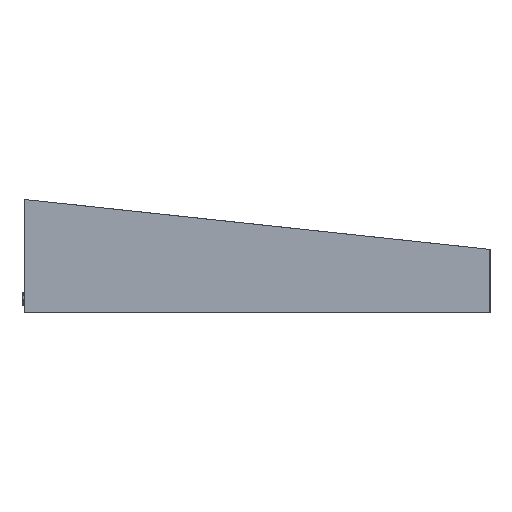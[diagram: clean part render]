
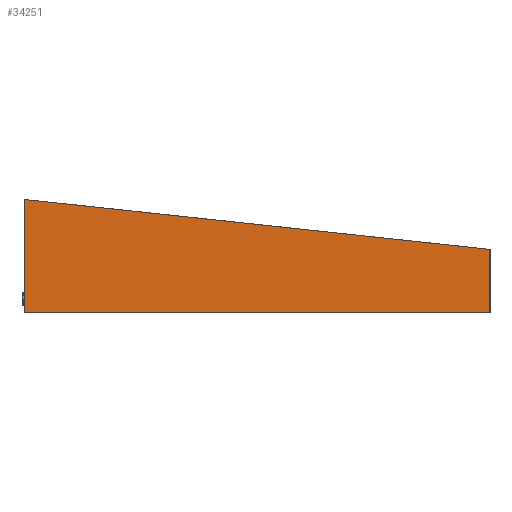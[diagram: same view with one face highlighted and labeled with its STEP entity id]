
A CAD part, left-side view. The second image highlights one B-rep face of the part: STEP entity #34251.
In plain terms, the highlighted planar face has unit normal (-1, 0, 0).
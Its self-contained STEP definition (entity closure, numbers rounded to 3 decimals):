
#1441=PLANE('',#35476);
#3155=FACE_OUTER_BOUND('',#5040,.T.);
#5040=EDGE_LOOP('',(#31358,#31359,#31360,#31361));
#6144=LINE('',#51510,#9422);
#7211=LINE('',#56325,#10489);
#8379=LINE('',#64760,#11657);
#8383=LINE('',#64767,#11661);
#9422=VECTOR('',#37143,10.);
#10489=VECTOR('',#38702,10.);
#11657=VECTOR('',#41144,10.);
#11661=VECTOR('',#41150,10.);
#14407=VERTEX_POINT('',#51507);
#14408=VERTEX_POINT('',#51509);
#15295=VERTEX_POINT('',#56322);
#15296=VERTEX_POINT('',#56324);
#18388=EDGE_CURVE('',#14407,#14408,#6144,.T.);
#19711=EDGE_CURVE('',#15295,#15296,#7211,.T.);
#21627=EDGE_CURVE('',#14407,#15296,#8379,.T.);
#21631=EDGE_CURVE('',#14408,#15295,#8383,.T.);
#31358=ORIENTED_EDGE('',*,*,#21627,.T.);
#31359=ORIENTED_EDGE('',*,*,#19711,.F.);
#31360=ORIENTED_EDGE('',*,*,#21631,.F.);
#31361=ORIENTED_EDGE('',*,*,#18388,.F.);
#34251=ADVANCED_FACE('',(#3155),#1441,.T.);
#35476=AXIS2_PLACEMENT_3D('',#64766,#41148,#41149);
#37143=DIRECTION('',(0.,0.,-1.));
#38702=DIRECTION('',(0.,0.,1.));
#41144=DIRECTION('',(0.,0.994,0.107));
#41148=DIRECTION('center_axis',(-1.,0.,0.));
#41149=DIRECTION('ref_axis',(0.,1.,0.));
#41150=DIRECTION('',(0.,1.,0.));
#51507=CARTESIAN_POINT('',(-50.,-35.,7.5));
#51509=CARTESIAN_POINT('',(-50.,-35.,-2.));
#51510=CARTESIAN_POINT('',(-50.,-35.,0.));
#56322=CARTESIAN_POINT('',(-50.,35.,-2.));
#56324=CARTESIAN_POINT('',(-50.,35.,15.));
#56325=CARTESIAN_POINT('',(-50.,35.,0.));
#64760=CARTESIAN_POINT('',(-50.,-17.897,9.332));
#64766=CARTESIAN_POINT('Origin',(-50.,-35.,0.));
#64767=CARTESIAN_POINT('',(-50.,-35.,-2.));
